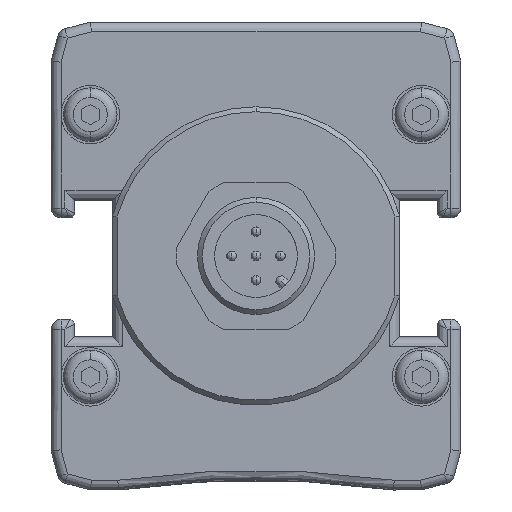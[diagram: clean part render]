
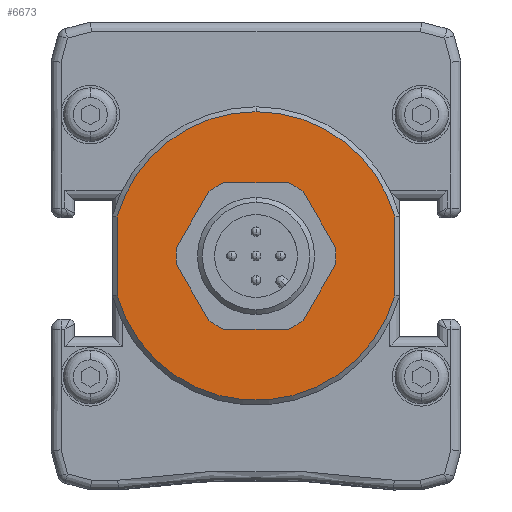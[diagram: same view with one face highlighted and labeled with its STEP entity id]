
A CAD part, front view. The second image highlights one B-rep face of the part: STEP entity #6673.
In plain terms, the highlighted planar face has unit normal (0, -1, 0).
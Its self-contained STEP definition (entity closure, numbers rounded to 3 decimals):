
#201 = ORIENTED_EDGE ( 'NONE', *, *, #209, .T. ) ;
#209 = EDGE_CURVE ( 'NONE', #10561, #544, #9591, .T. ) ;
#544 = VERTEX_POINT ( 'NONE', #7202 ) ;
#1369 = VERTEX_POINT ( 'NONE', #3916 ) ;
#1580 = EDGE_CURVE ( 'NONE', #4100, #12524, #2909, .T. ) ;
#1715 = AXIS2_PLACEMENT_3D ( 'NONE', #12777, #1917, #8835 ) ;
#1917 = DIRECTION ( 'NONE',  ( 0., -1., 0. ) ) ;
#2594 = VECTOR ( 'NONE', #5584, 1000. ) ;
#2909 = LINE ( 'NONE', #6593, #2594 ) ;
#3525 = DIRECTION ( 'NONE',  ( 0., 0., 1. ) ) ;
#3608 = ORIENTED_EDGE ( 'NONE', *, *, #6339, .T. ) ;
#3779 = CARTESIAN_POINT ( 'NONE',  ( 14.25, -442., 3.997 ) ) ;
#3916 = CARTESIAN_POINT ( 'NONE',  ( 14.25, -442., -3.997 ) ) ;
#4100 = VERTEX_POINT ( 'NONE', #11808 ) ;
#4524 = DIRECTION ( 'NONE',  ( 0., -1., 0. ) ) ;
#4809 = AXIS2_PLACEMENT_3D ( 'NONE', #10452, #4524, #11436 ) ;
#4854 = CARTESIAN_POINT ( 'NONE',  ( 0., -442., 0. ) ) ;
#5417 = EDGE_CURVE ( 'NONE', #544, #4100, #9595, .T. ) ;
#5584 = DIRECTION ( 'NONE',  ( 0., 0., -1. ) ) ;
#5642 = CARTESIAN_POINT ( 'NONE',  ( 0., -442., 0. ) ) ;
#5838 = DIRECTION ( 'NONE',  ( 0., 0., -1. ) ) ;
#6305 = VECTOR ( 'NONE', #3525, 1000. ) ;
#6339 = EDGE_CURVE ( 'NONE', #1369, #10561, #8928, .T. ) ;
#6593 = CARTESIAN_POINT ( 'NONE',  ( -14.25, -442., 0. ) ) ;
#6661 = DIRECTION ( 'NONE',  ( 0., 0., -1. ) ) ;
#6673 = ADVANCED_FACE ( 'NONE', ( #7233 ), #11781, .T. ) ;
#7202 = CARTESIAN_POINT ( 'NONE',  ( 0., -442., 14.8 ) ) ;
#7233 = FACE_OUTER_BOUND ( 'NONE', #10020, .T. ) ;
#7474 = CARTESIAN_POINT ( 'NONE',  ( 14.25, -442., 4.065 ) ) ;
#7506 = ORIENTED_EDGE ( 'NONE', *, *, #1580, .T. ) ;
#7685 = AXIS2_PLACEMENT_3D ( 'NONE', #4854, #11767, #5838 ) ;
#7761 = CIRCLE ( 'NONE', #4809, 14.8 ) ;
#7938 = AXIS2_PLACEMENT_3D ( 'NONE', #5642, #12563, #6661 ) ;
#8835 = DIRECTION ( 'NONE',  ( 0., 0., -1. ) ) ;
#8928 = LINE ( 'NONE', #7474, #6305 ) ;
#9368 = ORIENTED_EDGE ( 'NONE', *, *, #5417, .T. ) ;
#9591 = CIRCLE ( 'NONE', #7938, 14.8 ) ;
#9595 = CIRCLE ( 'NONE', #7685, 14.8 ) ;
#10020 = EDGE_LOOP ( 'NONE', ( #7506, #12894, #3608, #201, #9368 ) ) ;
#10397 = EDGE_CURVE ( 'NONE', #12524, #1369, #7761, .T. ) ;
#10452 = CARTESIAN_POINT ( 'NONE',  ( 0., -442., 0. ) ) ;
#10561 = VERTEX_POINT ( 'NONE', #3779 ) ;
#11085 = CARTESIAN_POINT ( 'NONE',  ( -14.25, -442., -3.997 ) ) ;
#11436 = DIRECTION ( 'NONE',  ( 0., 0., -1. ) ) ;
#11767 = DIRECTION ( 'NONE',  ( 0., -1., 0. ) ) ;
#11781 = PLANE ( 'NONE',  #1715 ) ;
#11808 = CARTESIAN_POINT ( 'NONE',  ( -14.25, -442., 3.997 ) ) ;
#12524 = VERTEX_POINT ( 'NONE', #11085 ) ;
#12563 = DIRECTION ( 'NONE',  ( 0., -1., 0. ) ) ;
#12777 = CARTESIAN_POINT ( 'NONE',  ( 0., -442., 0. ) ) ;
#12894 = ORIENTED_EDGE ( 'NONE', *, *, #10397, .T. ) ;
